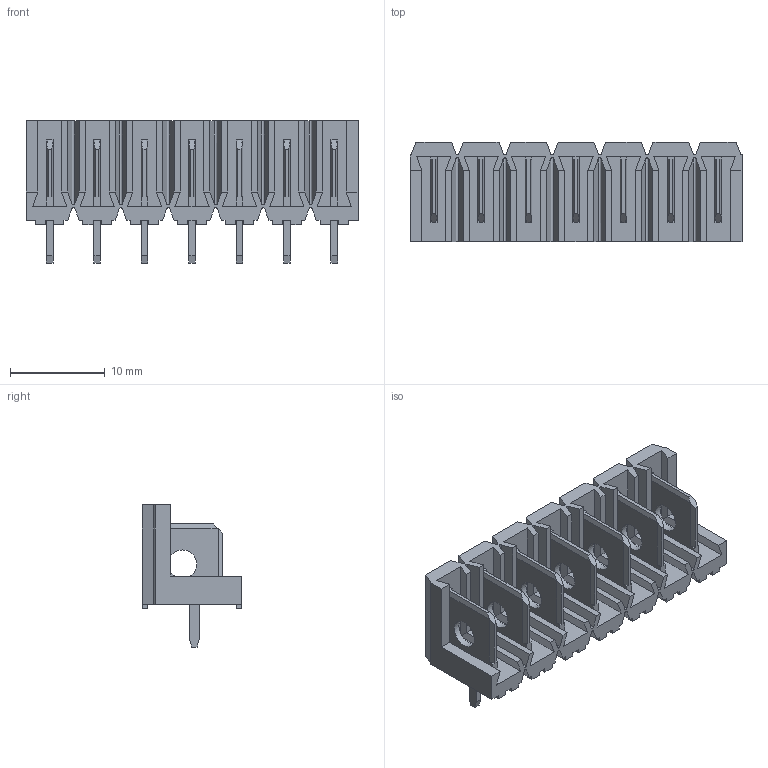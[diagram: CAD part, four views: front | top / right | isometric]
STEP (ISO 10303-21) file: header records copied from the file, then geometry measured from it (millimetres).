
FILE_DESCRIPTION(/* description */ ('Unknown'),/* implementation_level */ '2;1');
FILE_NAME(/* name */ '691386700007',/* time_stamp */ '2016-06-14T16:32:32+02:00',/* author */ ('Unknown'),/* organization */ ('Unknown'),/* preprocessor_version */ 'ST-DEVELOPER v16.7',/* originating_system */ 'DEX',/* authorisation */ $);
FILE_SCHEMA (('AUTOMOTIVE_DESIGN {1 0 10303 214 3 1 1}'));
Length unit declared in the file: millimetre
Products named in the file (1): 691386700007
Bounding box: 35 x 10.5 x 15 mm (x, y, z)
Volume: 1362.8 mm3; surface area: 3178.9 mm2
Topology: 1 solids, 1 shells, 407 faces, 1129 edges, 731 vertices
Faces by surface type: plane 374, cylinder 33
Full cylindrical faces by diameter (mm): 3 x7
Entity records: 15794 total; most frequent: CARTESIAN_POINT 2529, ORIENTED_EDGE 2230, DIRECTION 2003, EDGE_CURVE 1115, LINE 1031, VECTOR 1031, VERTEX_POINT 724, AXIS2_PLACEMENT_3D 486
